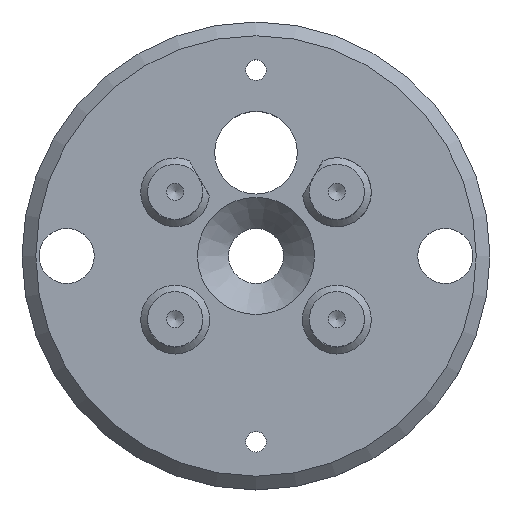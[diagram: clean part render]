
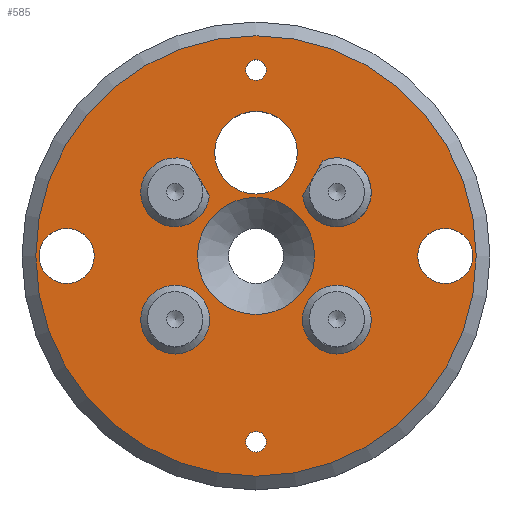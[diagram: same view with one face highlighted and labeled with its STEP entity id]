
A CAD part, top view. The second image highlights one B-rep face of the part: STEP entity #585.
In plain terms, the highlighted planar face has unit normal (0, 0, 1).
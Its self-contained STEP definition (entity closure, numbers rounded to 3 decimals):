
#18=FACE_BOUND('',#107,.T.);
#19=FACE_BOUND('',#108,.T.);
#20=FACE_BOUND('',#109,.T.);
#21=FACE_BOUND('',#110,.T.);
#22=FACE_BOUND('',#111,.T.);
#23=FACE_BOUND('',#112,.T.);
#24=FACE_BOUND('',#113,.T.);
#25=FACE_BOUND('',#114,.T.);
#26=FACE_BOUND('',#115,.T.);
#27=FACE_BOUND('',#116,.T.);
#38=PLANE('',#641);
#67=FACE_OUTER_BOUND('',#106,.T.);
#106=EDGE_LOOP('',(#417));
#107=EDGE_LOOP('',(#418));
#108=EDGE_LOOP('',(#419));
#109=EDGE_LOOP('',(#420));
#110=EDGE_LOOP('',(#421));
#111=EDGE_LOOP('',(#422));
#112=EDGE_LOOP('',(#423));
#113=EDGE_LOOP('',(#424,#425));
#114=EDGE_LOOP('',(#426));
#115=EDGE_LOOP('',(#427,#428));
#116=EDGE_LOOP('',(#429));
#165=LINE('',#945,#200);
#166=LINE('',#952,#201);
#200=VECTOR('',#746,10.);
#201=VECTOR('',#753,10.);
#233=CIRCLE('',#637,32.);
#236=CIRCLE('',#642,1.5);
#237=CIRCLE('',#643,1.5);
#238=CIRCLE('',#644,4.);
#239=CIRCLE('',#645,4.);
#240=CIRCLE('',#646,5.);
#241=CIRCLE('',#647,5.);
#242=CIRCLE('',#648,5.);
#243=CIRCLE('',#649,6.);
#244=CIRCLE('',#650,5.);
#245=CIRCLE('',#651,8.5);
#276=VERTEX_POINT('',#921);
#279=VERTEX_POINT('',#931);
#280=VERTEX_POINT('',#933);
#281=VERTEX_POINT('',#935);
#282=VERTEX_POINT('',#937);
#283=VERTEX_POINT('',#939);
#284=VERTEX_POINT('',#941);
#285=VERTEX_POINT('',#943);
#286=VERTEX_POINT('',#944);
#287=VERTEX_POINT('',#947);
#288=VERTEX_POINT('',#949);
#289=VERTEX_POINT('',#950);
#290=VERTEX_POINT('',#953);
#328=EDGE_CURVE('',#276,#276,#233,.T.);
#333=EDGE_CURVE('',#279,#279,#236,.T.);
#334=EDGE_CURVE('',#280,#280,#237,.T.);
#335=EDGE_CURVE('',#281,#281,#238,.T.);
#336=EDGE_CURVE('',#282,#282,#239,.T.);
#337=EDGE_CURVE('',#283,#283,#240,.T.);
#338=EDGE_CURVE('',#284,#284,#241,.T.);
#339=EDGE_CURVE('',#285,#286,#165,.T.);
#340=EDGE_CURVE('',#286,#285,#242,.T.);
#341=EDGE_CURVE('',#287,#287,#243,.T.);
#342=EDGE_CURVE('',#288,#289,#244,.T.);
#343=EDGE_CURVE('',#289,#288,#166,.T.);
#344=EDGE_CURVE('',#290,#290,#245,.T.);
#417=ORIENTED_EDGE('',*,*,#328,.F.);
#418=ORIENTED_EDGE('',*,*,#333,.T.);
#419=ORIENTED_EDGE('',*,*,#334,.T.);
#420=ORIENTED_EDGE('',*,*,#335,.T.);
#421=ORIENTED_EDGE('',*,*,#336,.T.);
#422=ORIENTED_EDGE('',*,*,#337,.T.);
#423=ORIENTED_EDGE('',*,*,#338,.T.);
#424=ORIENTED_EDGE('',*,*,#339,.T.);
#425=ORIENTED_EDGE('',*,*,#340,.T.);
#426=ORIENTED_EDGE('',*,*,#341,.T.);
#427=ORIENTED_EDGE('',*,*,#342,.T.);
#428=ORIENTED_EDGE('',*,*,#343,.T.);
#429=ORIENTED_EDGE('',*,*,#344,.T.);
#585=ADVANCED_FACE('',(#67,#18,#19,#20,#21,#22,#23,#24,#25,#26,#27),#38,
 .T.);
#637=AXIS2_PLACEMENT_3D('',#922,#722,#723);
#641=AXIS2_PLACEMENT_3D('',#930,#732,#733);
#642=AXIS2_PLACEMENT_3D('',#932,#734,#735);
#643=AXIS2_PLACEMENT_3D('',#934,#736,#737);
#644=AXIS2_PLACEMENT_3D('',#936,#738,#739);
#645=AXIS2_PLACEMENT_3D('',#938,#740,#741);
#646=AXIS2_PLACEMENT_3D('',#940,#742,#743);
#647=AXIS2_PLACEMENT_3D('',#942,#744,#745);
#648=AXIS2_PLACEMENT_3D('',#946,#747,#748);
#649=AXIS2_PLACEMENT_3D('',#948,#749,#750);
#650=AXIS2_PLACEMENT_3D('',#951,#751,#752);
#651=AXIS2_PLACEMENT_3D('',#954,#754,#755);
#722=DIRECTION('center_axis',(0.,0.,-1.));
#723=DIRECTION('ref_axis',(1.,0.,0.));
#732=DIRECTION('center_axis',(0.,0.,1.));
#733=DIRECTION('ref_axis',(1.,0.,0.));
#734=DIRECTION('center_axis',(0.,0.,-1.));
#735=DIRECTION('ref_axis',(-1.,0.,0.));
#736=DIRECTION('center_axis',(0.,0.,-1.));
#737=DIRECTION('ref_axis',(-1.,0.,0.));
#738=DIRECTION('center_axis',(0.,0.,-1.));
#739=DIRECTION('ref_axis',(1.,0.,0.));
#740=DIRECTION('center_axis',(0.,0.,-1.));
#741=DIRECTION('ref_axis',(1.,0.,0.));
#742=DIRECTION('center_axis',(0.,0.,-1.));
#743=DIRECTION('ref_axis',(-1.,0.,0.));
#744=DIRECTION('center_axis',(0.,0.,-1.));
#745=DIRECTION('ref_axis',(-1.,0.,0.));
#746=DIRECTION('',(0.496,-0.868,0.));
#747=DIRECTION('center_axis',(0.,0.,-1.));
#748=DIRECTION('ref_axis',(-1.,0.,0.));
#749=DIRECTION('center_axis',(0.,0.,-1.));
#750=DIRECTION('ref_axis',(-1.,0.,0.));
#751=DIRECTION('center_axis',(0.,0.,-1.));
#752=DIRECTION('ref_axis',(-1.,0.,0.));
#753=DIRECTION('',(0.504,0.864,0.));
#754=DIRECTION('center_axis',(0.,0.,-1.));
#755=DIRECTION('ref_axis',(1.,0.,0.));
#921=CARTESIAN_POINT('',(-32.,0.,5.));
#922=CARTESIAN_POINT('Origin',(0.,0.,5.));
#930=CARTESIAN_POINT('Origin',(0.,0.,5.));
#931=CARTESIAN_POINT('',(1.5,-27.,5.));
#932=CARTESIAN_POINT('Origin',(0.,-27.,5.));
#933=CARTESIAN_POINT('',(1.5,27.,5.));
#934=CARTESIAN_POINT('Origin',(0.,27.,5.));
#935=CARTESIAN_POINT('',(23.5,0.,5.));
#936=CARTESIAN_POINT('Origin',(27.5,0.,5.));
#937=CARTESIAN_POINT('',(-31.5,0.,5.));
#938=CARTESIAN_POINT('Origin',(-27.5,0.,5.));
#939=CARTESIAN_POINT('',(16.75,-9.25,5.));
#940=CARTESIAN_POINT('Origin',(11.75,-9.25,5.));
#941=CARTESIAN_POINT('',(-6.75,-9.25,5.));
#942=CARTESIAN_POINT('Origin',(-11.75,-9.25,5.));
#943=CARTESIAN_POINT('',(-9.681,13.802,5.));
#944=CARTESIAN_POINT('',(-6.778,8.721,5.));
#945=CARTESIAN_POINT('',(-10.392,15.046,5.));
#946=CARTESIAN_POINT('Origin',(-11.75,9.25,5.));
#947=CARTESIAN_POINT('',(6.,15.,5.));
#948=CARTESIAN_POINT('Origin',(0.,15.,5.));
#949=CARTESIAN_POINT('',(9.734,13.826,5.));
#950=CARTESIAN_POINT('',(6.775,8.752,5.));
#951=CARTESIAN_POINT('Origin',(11.75,9.25,5.));
#952=CARTESIAN_POINT('',(5.156,5.977,5.));
#953=CARTESIAN_POINT('',(-8.5,0.,5.));
#954=CARTESIAN_POINT('Origin',(0.,0.,5.));
